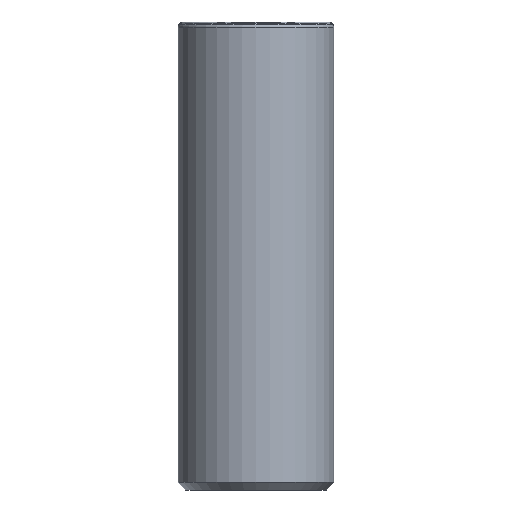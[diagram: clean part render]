
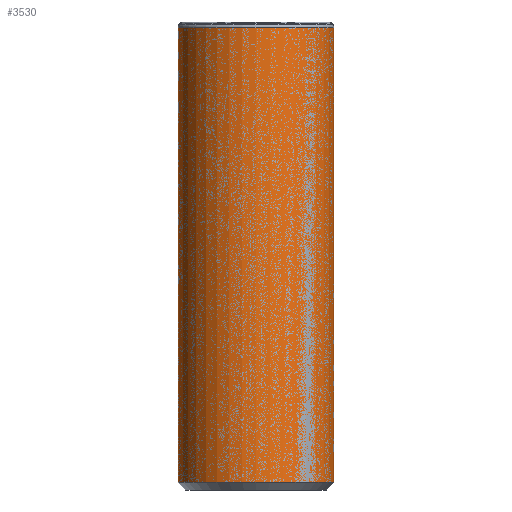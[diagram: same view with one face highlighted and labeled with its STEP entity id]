
A CAD part, left-side view. The second image highlights one B-rep face of the part: STEP entity #3530.
In plain terms, the highlighted cylindrical face has radius 20 mm (diameter 40 mm), a full revolution.
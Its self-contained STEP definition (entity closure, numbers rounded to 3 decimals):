
#79=LINE('',#6828,#127);
#127=VECTOR('',#4232,21.22);
#214=CYLINDRICAL_SURFACE('',#3809,20.);
#307=FACE_OUTER_BOUND('',#555,.T.);
#555=EDGE_LOOP('',(#2384,#2385,#2386,#2387,#2388));
#1102=CIRCLE('',#3804,20.);
#1103=CIRCLE('',#3805,20.);
#1106=CIRCLE('',#3810,20.);
#1374=VERTEX_POINT('',#6815);
#1375=VERTEX_POINT('',#6817);
#1377=VERTEX_POINT('',#6826);
#1749=EDGE_CURVE('',#1374,#1375,#1102,.T.);
#1750=EDGE_CURVE('',#1375,#1374,#1103,.T.);
#1754=EDGE_CURVE('',#1377,#1377,#1106,.T.);
#1755=EDGE_CURVE('',#1377,#1375,#79,.T.);
#2384=ORIENTED_EDGE('',*,*,#1754,.F.);
#2385=ORIENTED_EDGE('',*,*,#1755,.T.);
#2386=ORIENTED_EDGE('',*,*,#1749,.F.);
#2387=ORIENTED_EDGE('',*,*,#1750,.F.);
#2388=ORIENTED_EDGE('',*,*,#1755,.F.);
#3530=ADVANCED_FACE('',(#307),#214,.T.);
#3804=AXIS2_PLACEMENT_3D('',#6818,#4217,#4218);
#3805=AXIS2_PLACEMENT_3D('',#6819,#4219,#4220);
#3809=AXIS2_PLACEMENT_3D('',#6825,#4228,#4229);
#3810=AXIS2_PLACEMENT_3D('',#6827,#4230,#4231);
#4217=DIRECTION('center_axis',(0.,0.,1.));
#4218=DIRECTION('ref_axis',(-1.,0.,0.));
#4219=DIRECTION('center_axis',(0.,0.,1.));
#4220=DIRECTION('ref_axis',(-1.,0.,0.));
#4228=DIRECTION('center_axis',(0.,0.,-1.));
#4229=DIRECTION('ref_axis',(-1.,0.,0.));
#4230=DIRECTION('center_axis',(0.,0.,
-1.));
#4231=DIRECTION('ref_axis',(-1.,0.,0.));
#4232=DIRECTION('',(0.,0.,1.));
#6815=CARTESIAN_POINT('',(-20.,0.,113.586));
#6817=CARTESIAN_POINT('',(20.,0.,113.586));
#6818=CARTESIAN_POINT('Origin',(0.,0.,
113.586));
#6819=CARTESIAN_POINT('Origin',(0.,0.,
113.586));
#6825=CARTESIAN_POINT('Origin',(0.,0.,
115.));
#6826=CARTESIAN_POINT('',(20.,0.,-3.011));
#6827=CARTESIAN_POINT('Origin',(0.,0.,
-3.011));
#6828=CARTESIAN_POINT('',(20.,0.,115.));
